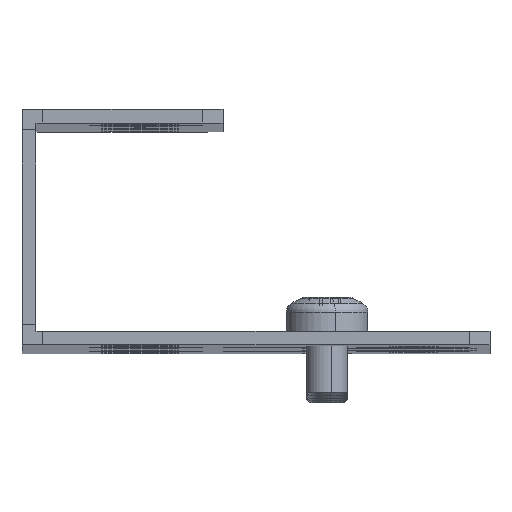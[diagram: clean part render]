
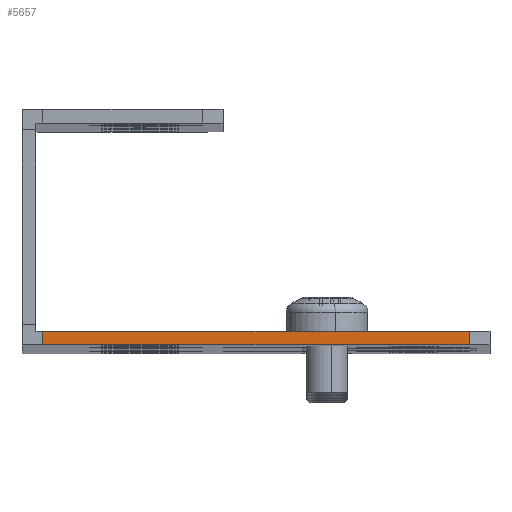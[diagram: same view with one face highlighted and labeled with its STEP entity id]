
A CAD part, top view. The second image highlights one B-rep face of the part: STEP entity #5657.
In plain terms, the highlighted planar face has unit normal (0, 0, 1).
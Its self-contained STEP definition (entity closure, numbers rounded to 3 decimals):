
#652 = CARTESIAN_POINT ( 'NONE',  ( -63.5, -34., 0. ) ) ;
#948 = ORIENTED_EDGE ( 'NONE', *, *, #4565, .T. ) ;
#1427 = LINE ( 'NONE', #8712, #1583 ) ;
#1487 = LINE ( 'NONE', #6309, #7229 ) ;
#1583 = VECTOR ( 'NONE', #7768, 1000. ) ;
#2155 = VERTEX_POINT ( 'NONE', #7409 ) ;
#2403 = EDGE_CURVE ( 'NONE', #11792, #8948, #1487, .T. ) ;
#3381 = ORIENTED_EDGE ( 'NONE', *, *, #2403, .T. ) ;
#3843 = VECTOR ( 'NONE', #12097, 1000. ) ;
#3977 = DIRECTION ( 'NONE',  ( 1., 0., 0. ) ) ;
#4003 = ORIENTED_EDGE ( 'NONE', *, *, #11220, .T. ) ;
#4565 = EDGE_CURVE ( 'NONE', #2155, #11792, #5588, .T. ) ;
#4658 = VERTEX_POINT ( 'NONE', #6473 ) ;
#5588 = LINE ( 'NONE', #652, #3843 ) ;
#5657 = ADVANCED_FACE ( 'NONE', ( #11278 ), #8727, .T. ) ;
#5797 = LINE ( 'NONE', #5923, #11912 ) ;
#5923 = CARTESIAN_POINT ( 'NONE',  ( -63.5, -32., 0. ) ) ;
#6309 = CARTESIAN_POINT ( 'NONE',  ( -3., -34., 0. ) ) ;
#6372 = ORIENTED_EDGE ( 'NONE', *, *, #6459, .F. ) ;
#6459 = EDGE_CURVE ( 'NONE', #4658, #8948, #5797, .T. ) ;
#6473 = CARTESIAN_POINT ( 'NONE',  ( -64.5, -32., 0. ) ) ;
#7229 = VECTOR ( 'NONE', #10124, 1000. ) ;
#7409 = CARTESIAN_POINT ( 'NONE',  ( -64.5, -34., 0. ) ) ;
#7484 = DIRECTION ( 'NONE',  ( 0., 1., 0. ) ) ;
#7608 = CARTESIAN_POINT ( 'NONE',  ( -3., -34., 0. ) ) ;
#7768 = DIRECTION ( 'NONE',  ( 0., -1., 0. ) ) ;
#8354 = EDGE_LOOP ( 'NONE', ( #6372, #4003, #948, #3381 ) ) ;
#8712 = CARTESIAN_POINT ( 'NONE',  ( -64.5, -32., 0. ) ) ;
#8727 = PLANE ( 'NONE',  #11885 ) ;
#8948 = VERTEX_POINT ( 'NONE', #12138 ) ;
#10124 = DIRECTION ( 'NONE',  ( 0., 1., 0. ) ) ;
#10530 = CARTESIAN_POINT ( 'NONE',  ( -63.5, -34., 0. ) ) ;
#11220 = EDGE_CURVE ( 'NONE', #4658, #2155, #1427, .T. ) ;
#11278 = FACE_OUTER_BOUND ( 'NONE', #8354, .T. ) ;
#11792 = VERTEX_POINT ( 'NONE', #7608 ) ;
#11885 = AXIS2_PLACEMENT_3D ( 'NONE', #10530, #12344, #7484 ) ;
#11912 = VECTOR ( 'NONE', #3977, 1000. ) ;
#12097 = DIRECTION ( 'NONE',  ( 1., 0., 0. ) ) ;
#12138 = CARTESIAN_POINT ( 'NONE',  ( -3., -32., 0. ) ) ;
#12344 = DIRECTION ( 'NONE',  ( 0., 0., 1. ) ) ;
